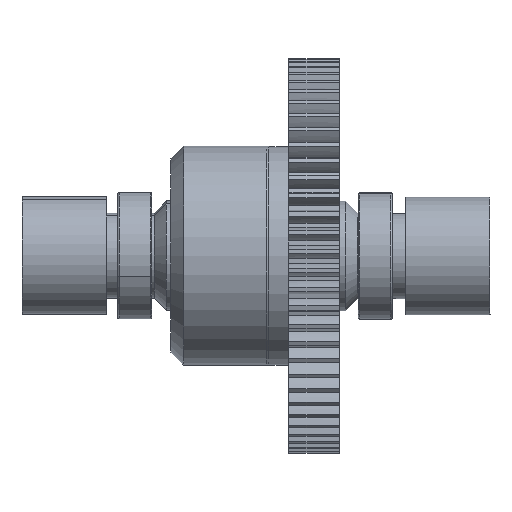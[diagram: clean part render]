
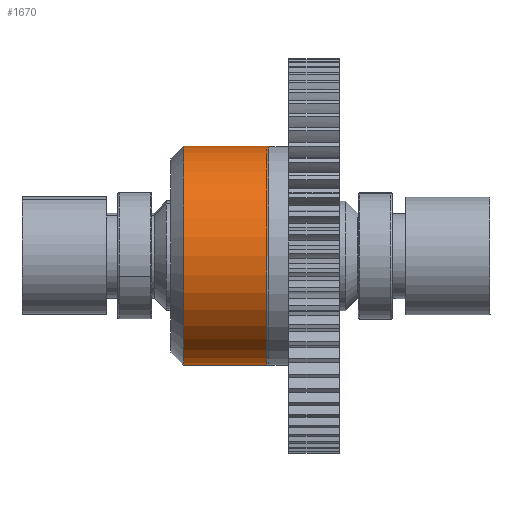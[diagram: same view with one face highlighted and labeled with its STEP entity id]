
A CAD part, left-side view. The second image highlights one B-rep face of the part: STEP entity #1670.
In plain terms, the highlighted cylindrical face has radius 13 mm (diameter 26 mm), a partial arc.
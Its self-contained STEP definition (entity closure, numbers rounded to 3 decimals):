
#1670=ADVANCED_FACE('',(#3450),#3451,.T.);
#3450=FACE_OUTER_BOUND('',#6817,.T.);
#3451=CYLINDRICAL_SURFACE('',#6818,13.0);
#6817=EDGE_LOOP('',(#12669,#12670,#12671,#12672));
#6818=AXIS2_PLACEMENT_3D('',#12673,#12674,#12675);
#12669=ORIENTED_EDGE('',*,*,#17181,.F.);
#12670=ORIENTED_EDGE('',*,*,#16723,.T.);
#12671=ORIENTED_EDGE('',*,*,#17182,.F.);
#12672=ORIENTED_EDGE('',*,*,#15895,.F.);
#12673=CARTESIAN_POINT('',(0.0,-10.2,0.0));
#12674=DIRECTION('',(0.0,-1.0,0.0));
#12675=DIRECTION('',(0.0,0.0,1.0));
#15895=EDGE_CURVE('',#18777,#18776,#18779,.T.);
#16723=EDGE_CURVE('',#20124,#20121,#20125,.T.);
#17181=EDGE_CURVE('',#20124,#18777,#20718,.T.);
#17182=EDGE_CURVE('',#18776,#20121,#20719,.T.);
#18776=VERTEX_POINT('',#23151);
#18777=VERTEX_POINT('',#23152);
#18779=CIRCLE('',#23154,13.0);
#20121=VERTEX_POINT('',#25595);
#20124=VERTEX_POINT('',#25599);
#20125=CIRCLE('',#25600,13.0);
#20718=LINE('',#26776,#26777);
#20719=LINE('',#26778,#26779);
#23151=CARTESIAN_POINT('',(0.0,-1.8,-13.0));
#23152=CARTESIAN_POINT('',(0.,-1.8,13.0));
#23154=AXIS2_PLACEMENT_3D('',#28461,#28462,#28463);
#25595=CARTESIAN_POINT('',(0.0,8.3,-13.0));
#25599=CARTESIAN_POINT('',(0.,8.3,13.0));
#25600=AXIS2_PLACEMENT_3D('',#29299,#29300,#29301);
#26776=CARTESIAN_POINT('',(0.,3.25,13.0));
#26777=VECTOR('',#29662,1.0);
#26778=CARTESIAN_POINT('',(0.,3.25,-13.0));
#26779=VECTOR('',#29663,1.0);
#28461=CARTESIAN_POINT('',(0.0,-1.8,0.0));
#28462=DIRECTION('',(0.0,-1.0,0.0));
#28463=DIRECTION('',(0.0,0.0,-1.0));
#29299=CARTESIAN_POINT('',(0.0,8.3,0.0));
#29300=DIRECTION('',(0.0,-1.0,0.0));
#29301=DIRECTION('',(0.0,0.0,-1.0));
#29662=DIRECTION('',(-0.0,-1.0,-0.0));
#29663=DIRECTION('',(-0.0,1.0,-0.0));
